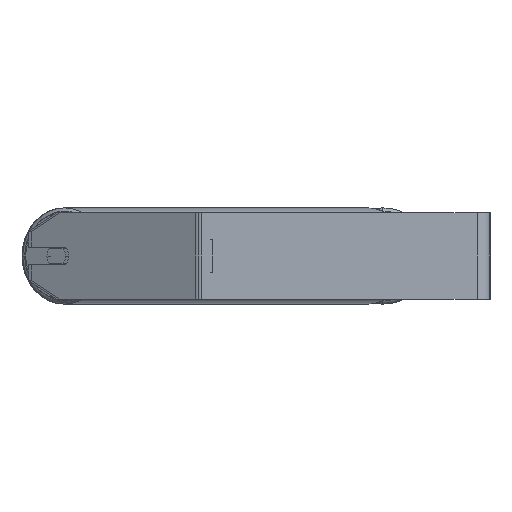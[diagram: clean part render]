
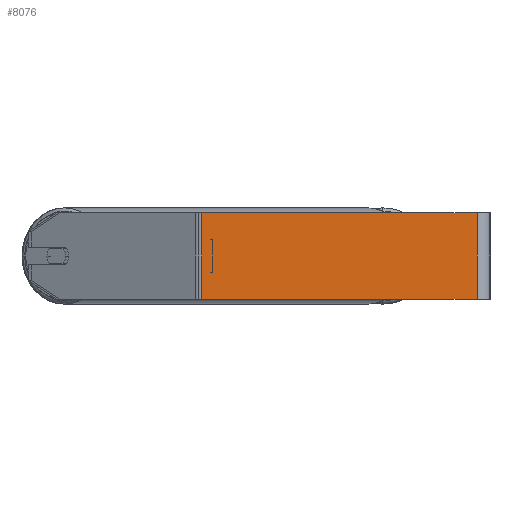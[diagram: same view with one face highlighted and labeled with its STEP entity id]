
A CAD part, left-side view. The second image highlights one B-rep face of the part: STEP entity #8076.
In plain terms, the highlighted planar face has unit normal (-1, 0, 0).
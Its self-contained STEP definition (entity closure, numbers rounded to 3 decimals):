
#331 = CARTESIAN_POINT ( 'NONE',  ( -900., 12., 40. ) ) ;
#490 = EDGE_CURVE ( 'NONE', #5446, #4057, #1200, .T. ) ;
#512 = PLANE ( 'NONE',  #7478 ) ;
#674 = CARTESIAN_POINT ( 'NONE',  ( -900., 266.286, 40. ) ) ;
#1131 = EDGE_CURVE ( 'NONE', #4057, #7949, #1623, .T. ) ;
#1200 = LINE ( 'NONE', #2540, #5970 ) ;
#1498 = ORIENTED_EDGE ( 'NONE', *, *, #8703, .T. ) ;
#1552 = DIRECTION ( 'NONE',  ( 0., -1., 0. ) ) ;
#1623 = LINE ( 'NONE', #331, #6829 ) ;
#2015 = CARTESIAN_POINT ( 'NONE',  ( -900., 266.286, -40. ) ) ;
#2155 = CARTESIAN_POINT ( 'NONE',  ( -900., 266.286, 40. ) ) ;
#2540 = CARTESIAN_POINT ( 'NONE',  ( -900., 269.502, 40. ) ) ;
#2764 = ORIENTED_EDGE ( 'NONE', *, *, #490, .F. ) ;
#3392 = DIRECTION ( 'NONE',  ( 0., 0., -1. ) ) ;
#3449 = LINE ( 'NONE', #4203, #3685 ) ;
#3685 = VECTOR ( 'NONE', #1552, 1000. ) ;
#4057 = VERTEX_POINT ( 'NONE', #7233 ) ;
#4084 = ORIENTED_EDGE ( 'NONE', *, *, #1131, .F. ) ;
#4203 = CARTESIAN_POINT ( 'NONE',  ( -900., 269.502, -40. ) ) ;
#4235 = VERTEX_POINT ( 'NONE', #2015 ) ;
#4274 = CARTESIAN_POINT ( 'NONE',  ( -900., 12., -40. ) ) ;
#4670 = CARTESIAN_POINT ( 'NONE',  ( -900., 269.502, 40. ) ) ;
#5078 = VECTOR ( 'NONE', #3392, 1000. ) ;
#5157 = DIRECTION ( 'NONE',  ( 1., 0., 0. ) ) ;
#5446 = VERTEX_POINT ( 'NONE', #674 ) ;
#5854 = FACE_OUTER_BOUND ( 'NONE', #6673, .T. ) ;
#5970 = VECTOR ( 'NONE', #7209, 1000. ) ;
#6347 = DIRECTION ( 'NONE',  ( 0., 0., -1. ) ) ;
#6673 = EDGE_LOOP ( 'NONE', ( #1498, #4084, #2764, #7962 ) ) ;
#6708 = EDGE_CURVE ( 'NONE', #5446, #4235, #7364, .T. ) ;
#6829 = VECTOR ( 'NONE', #6347, 1000. ) ;
#7209 = DIRECTION ( 'NONE',  ( 0., -1., 0. ) ) ;
#7233 = CARTESIAN_POINT ( 'NONE',  ( -900., 12., 40. ) ) ;
#7364 = LINE ( 'NONE', #2155, #5078 ) ;
#7478 = AXIS2_PLACEMENT_3D ( 'NONE', #4670, #5157, #8558 ) ;
#7949 = VERTEX_POINT ( 'NONE', #4274 ) ;
#7962 = ORIENTED_EDGE ( 'NONE', *, *, #6708, .T. ) ;
#8076 = ADVANCED_FACE ( 'NONE', ( #5854 ), #512, .F. ) ;
#8558 = DIRECTION ( 'NONE',  ( 0., 0., -1. ) ) ;
#8703 = EDGE_CURVE ( 'NONE', #4235, #7949, #3449, .T. ) ;
